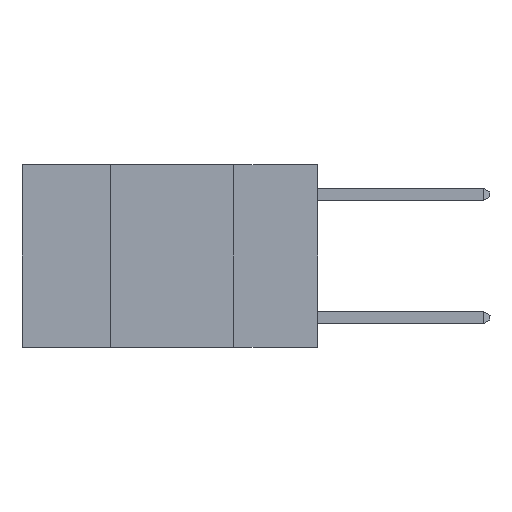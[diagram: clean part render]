
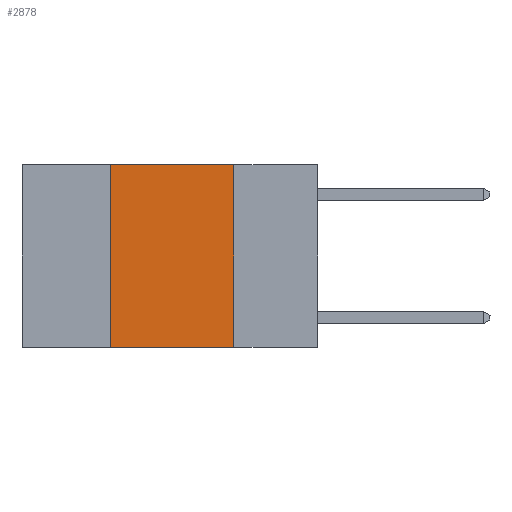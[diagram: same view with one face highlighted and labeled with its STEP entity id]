
A CAD part, left-side view. The second image highlights one B-rep face of the part: STEP entity #2878.
In plain terms, the highlighted planar face has unit normal (-1, 0, 0).
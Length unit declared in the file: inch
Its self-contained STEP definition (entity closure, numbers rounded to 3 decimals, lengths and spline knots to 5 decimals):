
#71 = CARTESIAN_POINT ( 'NONE',  ( 0., 0.17, 0. ) ) ;
#224 = DIRECTION ( 'NONE',  ( 0., -1., 0. ) ) ;
#381 = PLANE ( 'NONE',  #8898 ) ;
#408 = CARTESIAN_POINT ( 'NONE',  ( 0., 0.17, -0.37 ) ) ;
#572 = VECTOR ( 'NONE', #5341, 39.37008 ) ;
#659 = LINE ( 'NONE', #2194, #8224 ) ;
#952 = CARTESIAN_POINT ( 'NONE',  ( 0., 0.17, 0. ) ) ;
#1691 = DIRECTION ( 'NONE',  ( 0., 0., -1. ) ) ;
#2151 = ORIENTED_EDGE ( 'NONE', *, *, #6201, .F. ) ;
#2194 = CARTESIAN_POINT ( 'NONE',  ( 0., 0.6, 0. ) ) ;
#2327 = EDGE_CURVE ( 'NONE', #5363, #6108, #7923, .T. ) ;
#2878 = ADVANCED_FACE ( 'NONE', ( #5404 ), #381, .F. ) ;
#3864 = LINE ( 'NONE', #4774, #9285 ) ;
#4070 = DIRECTION ( 'NONE',  ( 0., 0., -1. ) ) ;
#4408 = ORIENTED_EDGE ( 'NONE', *, *, #2327, .F. ) ;
#4627 = VERTEX_POINT ( 'NONE', #71 ) ;
#4774 = CARTESIAN_POINT ( 'NONE',  ( 0., 0.6, -0.37 ) ) ;
#5214 = ORIENTED_EDGE ( 'NONE', *, *, #6228, .T. ) ;
#5267 = EDGE_CURVE ( 'NONE', #6108, #4627, #659, .T. ) ;
#5341 = DIRECTION ( 'NONE',  ( 0., 0., 1. ) ) ;
#5363 = VERTEX_POINT ( 'NONE', #6808 ) ;
#5404 = FACE_OUTER_BOUND ( 'NONE', #6842, .T. ) ;
#5651 = VERTEX_POINT ( 'NONE', #408 ) ;
#5806 = VECTOR ( 'NONE', #1691, 39.37008 ) ;
#6108 = VERTEX_POINT ( 'NONE', #6733 ) ;
#6201 = EDGE_CURVE ( 'NONE', #4627, #5651, #7863, .T. ) ;
#6228 = EDGE_CURVE ( 'NONE', #5363, #5651, #3864, .T. ) ;
#6730 = ORIENTED_EDGE ( 'NONE', *, *, #5267, .F. ) ;
#6733 = CARTESIAN_POINT ( 'NONE',  ( 0., 0.42, 0. ) ) ;
#6808 = CARTESIAN_POINT ( 'NONE',  ( 0., 0.42, -0.37 ) ) ;
#6842 = EDGE_LOOP ( 'NONE', ( #2151, #6730, #4408, #5214 ) ) ;
#6941 = CARTESIAN_POINT ( 'NONE',  ( 0., 0.42, 0. ) ) ;
#7253 = CARTESIAN_POINT ( 'NONE',  ( 0., 0.6, 0. ) ) ;
#7323 = DIRECTION ( 'NONE',  ( 1., 0., 0. ) ) ;
#7863 = LINE ( 'NONE', #952, #5806 ) ;
#7923 = LINE ( 'NONE', #6941, #572 ) ;
#8135 = DIRECTION ( 'NONE',  ( 0., -1., 0. ) ) ;
#8224 = VECTOR ( 'NONE', #8135, 39.37008 ) ;
#8898 = AXIS2_PLACEMENT_3D ( 'NONE', #7253, #7323, #4070 ) ;
#9285 = VECTOR ( 'NONE', #224, 39.37008 ) ;
